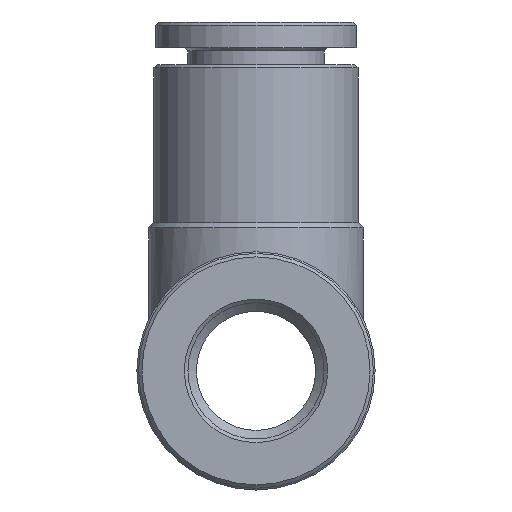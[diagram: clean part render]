
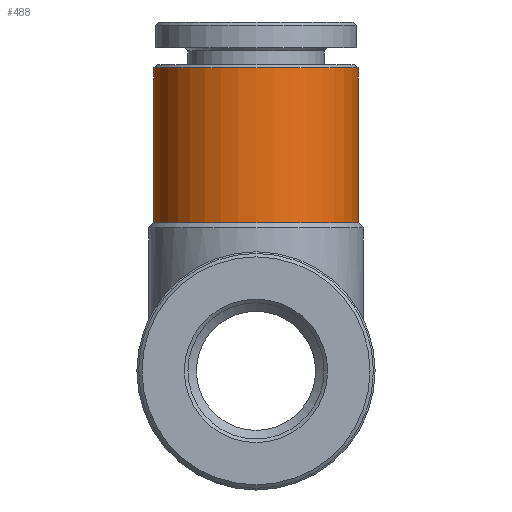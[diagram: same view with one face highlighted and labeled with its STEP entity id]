
A CAD part, left-side view. The second image highlights one B-rep face of the part: STEP entity #488.
In plain terms, the highlighted cylindrical face has radius 6 mm (diameter 12 mm), a full revolution.
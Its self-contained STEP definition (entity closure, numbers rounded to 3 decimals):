
#102=ORIENTED_EDGE('',*,*,#169,.F.);
#103=ORIENTED_EDGE('',*,*,#168,.T.);
#168=EDGE_CURVE('',#213,#213,#255,.T.);
#169=EDGE_CURVE('',#214,#214,#256,.T.);
#213=VERTEX_POINT('',#883);
#214=VERTEX_POINT('',#886);
#255=CIRCLE('',#571,6.);
#256=CIRCLE('',#573,6.);
#322=EDGE_LOOP('',(#102));
#323=EDGE_LOOP('',(#103));
#410=FACE_BOUND('',#322,.T.);
#411=FACE_BOUND('',#323,.T.);
#457=CYLINDRICAL_SURFACE('',#572,6.);
#488=ADVANCED_FACE('',(#410,#411),#457,.T.);
#571=AXIS2_PLACEMENT_3D('',#882,#711,#712);
#572=AXIS2_PLACEMENT_3D('',#884,#713,#714);
#573=AXIS2_PLACEMENT_3D('',#885,#715,#716);
#711=DIRECTION('',(0.,0.,1.));
#712=DIRECTION('',(1.,0.,0.));
#713=DIRECTION('',(0.,0.,1.));
#714=DIRECTION('',(1.,0.,0.));
#715=DIRECTION('',(0.,0.,1.));
#716=DIRECTION('',(1.,0.,0.));
#882=CARTESIAN_POINT('',(0.,0.,8.7));
#883=CARTESIAN_POINT('',(6.,0.,8.7));
#884=CARTESIAN_POINT('',(0.,0.,20.5));
#885=CARTESIAN_POINT('',(0.,0.,17.8));
#886=CARTESIAN_POINT('',(6.,0.,17.8));
